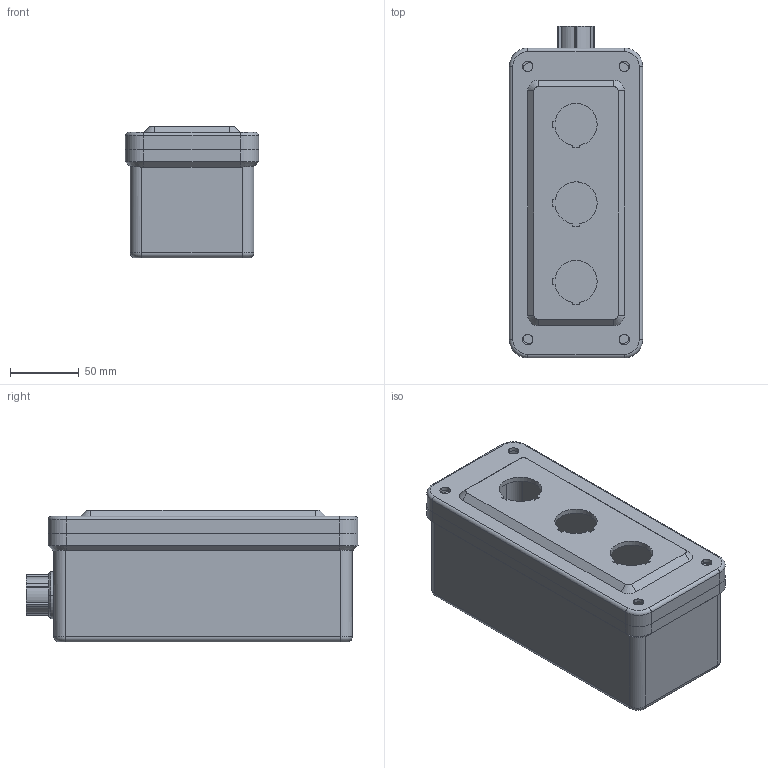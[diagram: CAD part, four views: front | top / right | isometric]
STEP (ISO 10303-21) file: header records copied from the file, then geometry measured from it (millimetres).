
FILE_DESCRIPTION((''),'2;1');
FILE_NAME('9001SKY3_ASM','2021-04-29T10:43:55',('SESA592305'),('Schneider-Electric'),'CREO PARAMETRIC BY PTC INC, 2019471','CREO PARAMETRIC BY PTC INC, 2019471','');
FILE_SCHEMA(('AP242_MANAGED_MODEL_BASED_3D_ENGINEERING_MIM_LF { 1 0 10303 442 1 1 4 }'));
Length unit declared in the file: inch
Products named in the file (5): 30464-175-03; HUA39715; 30464-165-03_ASM; 25211-24101; 9001SKY3_ASM
Assembly tree (4 placements, depth 3):
  9001SKY3_ASM
    30464-165-03_ASM
      30464-175-03
      HUA39715
    25211-24101
Bounding box: 97.03 x 241.69 x 96.01 mm (x, y, z)
Volume: 250023.2 mm3; surface area: 190768.2 mm2
Topology: 3 solids, 3 shells, 165 faces, 433 edges, 286 vertices
Faces by surface type: plane 81, cylinder 58, cone 14, torus 12
Entity records: 88608 total; most frequent: CARTESIAN_POINT 81343, POLYLINE 1386, DIRECTION 1111, ORIENTED_EDGE 852, EDGE_CURVE 426, AXIS2_PLACEMENT_3D 417, VECTOR 277, LINE 277
